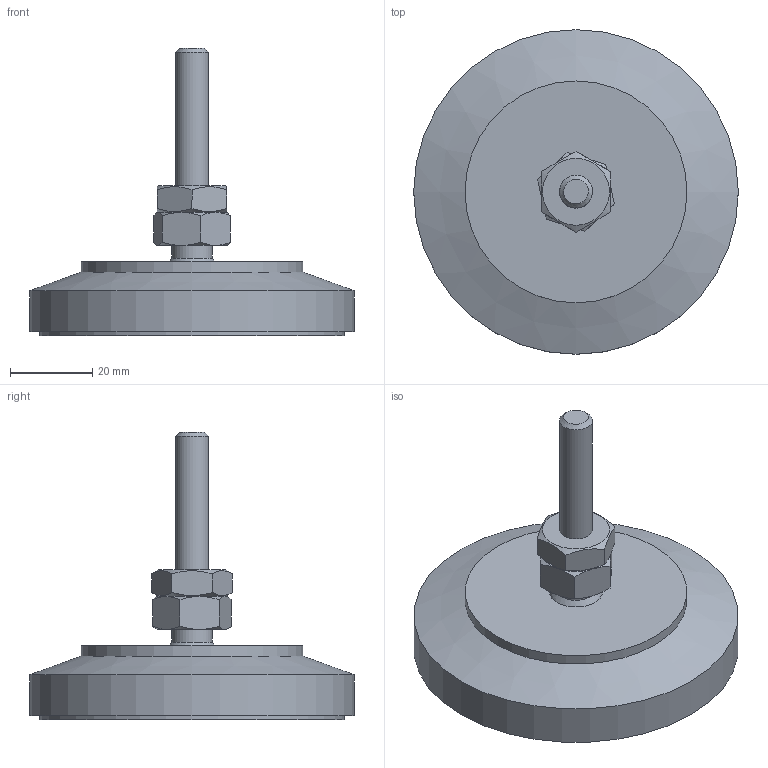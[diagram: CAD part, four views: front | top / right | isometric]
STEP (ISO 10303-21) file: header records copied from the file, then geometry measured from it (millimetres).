
FILE_DESCRIPTION((''),'2;1');
FILE_NAME('SF0443S_A.stp','2010-11-15T15:40:56',('Janine Behrens'),(''),'Autodesk Inventor 2010','Autodesk Inventor 2010','');
FILE_SCHEMA(('AUTOMOTIVE_DESIGN { 1 0 10303 214 1 1 1 1 }'));
Length unit declared in the file: millimetre
Products named in the file (5): SF0443S_A; ME9601530_A; ME14080630375_A; DIN 934  (Regelgewinde) - ersetzt durch DIN EN 24 032 M8; ME5201000_A
Assembly tree (4 placements, depth 2):
  SF0443S_A
    ME9601530_A
    ME14080630375_A
    DIN 934  (Regelgewinde) - ersetzt durch DIN EN 24 032 M8
    ME5201000_A
Bounding box: 79 x 79 x 70.03 mm (x, y, z)
Volume: 80202.2 mm3; surface area: 26355.5 mm2
Topology: 4 solids, 4 shells, 50 faces, 114 edges, 74 vertices
Faces by surface type: plane 22, cone 18, cylinder 7, bspline 2, sphere 1
Full cylindrical faces by diameter (mm): 8 x1, 9.9 x1, 12.95 x1, 54 x1, 74 x1, 75 x1, 79 x1
Entity records: 1448 total; most frequent: CARTESIAN_POINT 354, DIRECTION 204, ORIENTED_EDGE 186, EDGE_CURVE 93, AXIS2_PLACEMENT_3D 90, EDGE_LOOP 70, VERTEX_POINT 69, FACE_OUTER_BOUND 50
